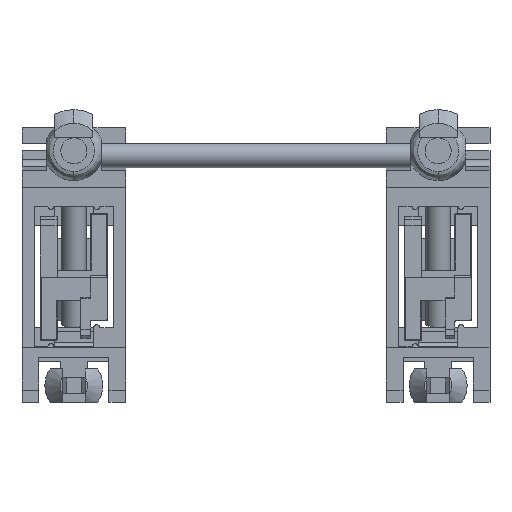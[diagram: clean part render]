
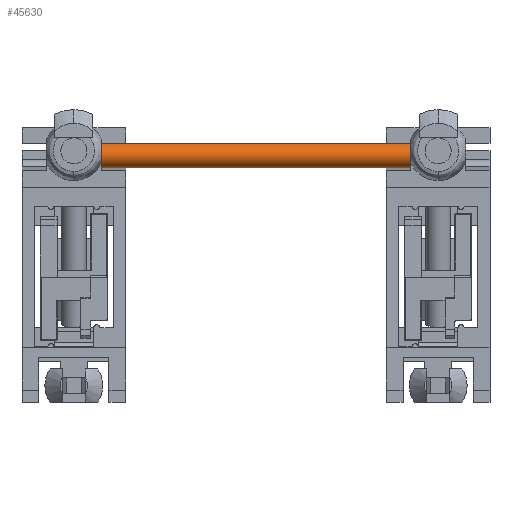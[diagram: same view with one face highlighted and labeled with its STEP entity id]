
A CAD part, front view. The second image highlights one B-rep face of the part: STEP entity #45630.
In plain terms, the highlighted cylindrical face has radius 0.8 mm (diameter 1.6 mm), a partial arc.
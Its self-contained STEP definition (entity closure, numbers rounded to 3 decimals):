
#45066 = EDGE_CURVE('',#45067,#45069,#45071,.T.);
#45067 = VERTEX_POINT('',#45068);
#45068 = CARTESIAN_POINT('',(-10.95,0.,12.2));
#45069 = VERTEX_POINT('',#45070);
#45070 = CARTESIAN_POINT('',(-10.95,0.,10.6));
#45071 = SURFACE_CURVE('',#45072,(#45077,#45089),.PCURVE_S1.);
#45072 = CIRCLE('',#45073,0.8);
#45073 = AXIS2_PLACEMENT_3D('',#45074,#45075,#45076);
#45074 = CARTESIAN_POINT('',(-10.95,0.,11.4));
#45075 = DIRECTION('',(1.,0.,0.));
#45076 = DIRECTION('',(0.,0.,-1.));
#45077 = PCURVE('',#45078,#45083);
#45078 = TOROIDAL_SURFACE('',#45079,1.,0.8);
#45079 = AXIS2_PLACEMENT_3D('',#45080,#45081,#45082);
#45080 = CARTESIAN_POINT('',(-10.95,0.,10.4));
#45081 = DIRECTION('',(0.,-1.,0.));
#45082 = DIRECTION('',(0.,0.,-1.));
#45083 = DEFINITIONAL_REPRESENTATION('',(#45084),#45088);
#45084 = LINE('',#45085,#45086);
#45085 = CARTESIAN_POINT('',(3.142,-3.142));
#45086 = VECTOR('',#45087,1.);
#45087 = DIRECTION('',(0.,1.));
#45088 = ( GEOMETRIC_REPRESENTATION_CONTEXT(2) 
PARAMETRIC_REPRESENTATION_CONTEXT() REPRESENTATION_CONTEXT('2D SPACE',''
  ) );
#45089 = PCURVE('',#45090,#45095);
#45090 = CYLINDRICAL_SURFACE('',#45091,0.8);
#45091 = AXIS2_PLACEMENT_3D('',#45092,#45093,#45094);
#45092 = CARTESIAN_POINT('',(10.95,0.,11.4));
#45093 = DIRECTION('',(-1.,0.,0.));
#45094 = DIRECTION('',(0.,0.,1.));
#45095 = DEFINITIONAL_REPRESENTATION('',(#45096),#45100);
#45096 = LINE('',#45097,#45098);
#45097 = CARTESIAN_POINT('',(9.425,21.9));
#45098 = VECTOR('',#45099,1.);
#45099 = DIRECTION('',(-1.,0.));
#45100 = ( GEOMETRIC_REPRESENTATION_CONTEXT(2) 
PARAMETRIC_REPRESENTATION_CONTEXT() REPRESENTATION_CONTEXT('2D SPACE',''
  ) );
#45197 = TOROIDAL_SURFACE('',#45198,1.,0.8);
#45198 = AXIS2_PLACEMENT_3D('',#45199,#45200,#45201);
#45199 = CARTESIAN_POINT('',(10.95,0.,10.4));
#45200 = DIRECTION('',(0.,-1.,0.));
#45201 = DIRECTION('',(0.,0.,-1.));
#45222 = VERTEX_POINT('',#45223);
#45223 = CARTESIAN_POINT('',(10.95,0.,12.2));
#45250 = EDGE_CURVE('',#45222,#45251,#45253,.T.);
#45251 = VERTEX_POINT('',#45252);
#45252 = CARTESIAN_POINT('',(10.95,0.,10.6));
#45253 = SURFACE_CURVE('',#45254,(#45259,#45266),.PCURVE_S1.);
#45254 = CIRCLE('',#45255,0.8);
#45255 = AXIS2_PLACEMENT_3D('',#45256,#45257,#45258);
#45256 = CARTESIAN_POINT('',(10.95,0.,11.4));
#45257 = DIRECTION('',(1.,0.,0.));
#45258 = DIRECTION('',(0.,0.,-1.));
#45259 = PCURVE('',#45197,#45260);
#45260 = DEFINITIONAL_REPRESENTATION('',(#45261),#45265);
#45261 = LINE('',#45262,#45263);
#45262 = CARTESIAN_POINT('',(3.142,-3.142));
#45263 = VECTOR('',#45264,1.);
#45264 = DIRECTION('',(0.,1.));
#45265 = ( GEOMETRIC_REPRESENTATION_CONTEXT(2) 
PARAMETRIC_REPRESENTATION_CONTEXT() REPRESENTATION_CONTEXT('2D SPACE',''
  ) );
#45266 = PCURVE('',#45090,#45267);
#45267 = DEFINITIONAL_REPRESENTATION('',(#45268),#45272);
#45268 = LINE('',#45269,#45270);
#45269 = CARTESIAN_POINT('',(9.425,0.));
#45270 = VECTOR('',#45271,1.);
#45271 = DIRECTION('',(-1.,0.));
#45272 = ( GEOMETRIC_REPRESENTATION_CONTEXT(2) 
PARAMETRIC_REPRESENTATION_CONTEXT() REPRESENTATION_CONTEXT('2D SPACE',''
  ) );
#45410 = CYLINDRICAL_SURFACE('',#45411,0.8);
#45411 = AXIS2_PLACEMENT_3D('',#45412,#45413,#45414);
#45412 = CARTESIAN_POINT('',(10.95,0.,11.4));
#45413 = DIRECTION('',(-1.,0.,0.));
#45414 = DIRECTION('',(0.,0.,1.));
#45429 = EDGE_CURVE('',#45251,#45069,#45430,.T.);
#45430 = SURFACE_CURVE('',#45431,(#45435,#45442),.PCURVE_S1.);
#45431 = LINE('',#45432,#45433);
#45432 = CARTESIAN_POINT('',(10.95,0.,10.6));
#45433 = VECTOR('',#45434,1.);
#45434 = DIRECTION('',(-1.,0.,0.));
#45435 = PCURVE('',#45410,#45436);
#45436 = DEFINITIONAL_REPRESENTATION('',(#45437),#45441);
#45437 = LINE('',#45438,#45439);
#45438 = CARTESIAN_POINT('',(3.142,0.));
#45439 = VECTOR('',#45440,1.);
#45440 = DIRECTION('',(0.,1.));
#45441 = ( GEOMETRIC_REPRESENTATION_CONTEXT(2) 
PARAMETRIC_REPRESENTATION_CONTEXT() REPRESENTATION_CONTEXT('2D SPACE',''
  ) );
#45442 = PCURVE('',#45090,#45443);
#45443 = DEFINITIONAL_REPRESENTATION('',(#45444),#45448);
#45444 = LINE('',#45445,#45446);
#45445 = CARTESIAN_POINT('',(3.142,0.));
#45446 = VECTOR('',#45447,1.);
#45447 = DIRECTION('',(0.,1.));
#45448 = ( GEOMETRIC_REPRESENTATION_CONTEXT(2) 
PARAMETRIC_REPRESENTATION_CONTEXT() REPRESENTATION_CONTEXT('2D SPACE',''
  ) );
#45472 = EDGE_CURVE('',#45222,#45067,#45473,.T.);
#45473 = SURFACE_CURVE('',#45474,(#45478,#45485),.PCURVE_S1.);
#45474 = LINE('',#45475,#45476);
#45475 = CARTESIAN_POINT('',(10.95,0.,12.2));
#45476 = VECTOR('',#45477,1.);
#45477 = DIRECTION('',(-1.,0.,0.));
#45478 = PCURVE('',#45410,#45479);
#45479 = DEFINITIONAL_REPRESENTATION('',(#45480),#45484);
#45480 = LINE('',#45481,#45482);
#45481 = CARTESIAN_POINT('',(0.,0.));
#45482 = VECTOR('',#45483,1.);
#45483 = DIRECTION('',(0.,1.));
#45484 = ( GEOMETRIC_REPRESENTATION_CONTEXT(2) 
PARAMETRIC_REPRESENTATION_CONTEXT() REPRESENTATION_CONTEXT('2D SPACE',''
  ) );
#45485 = PCURVE('',#45090,#45486);
#45486 = DEFINITIONAL_REPRESENTATION('',(#45487),#45491);
#45487 = LINE('',#45488,#45489);
#45488 = CARTESIAN_POINT('',(6.283,0.));
#45489 = VECTOR('',#45490,1.);
#45490 = DIRECTION('',(0.,1.));
#45491 = ( GEOMETRIC_REPRESENTATION_CONTEXT(2) 
PARAMETRIC_REPRESENTATION_CONTEXT() REPRESENTATION_CONTEXT('2D SPACE',''
  ) );
#45630 = ADVANCED_FACE('',(#45631),#45090,.T.);
#45631 = FACE_BOUND('',#45632,.T.);
#45632 = EDGE_LOOP('',(#45633,#45634,#45635,#45636));
#45633 = ORIENTED_EDGE('',*,*,#45429,.F.);
#45634 = ORIENTED_EDGE('',*,*,#45250,.F.);
#45635 = ORIENTED_EDGE('',*,*,#45472,.T.);
#45636 = ORIENTED_EDGE('',*,*,#45066,.T.);
